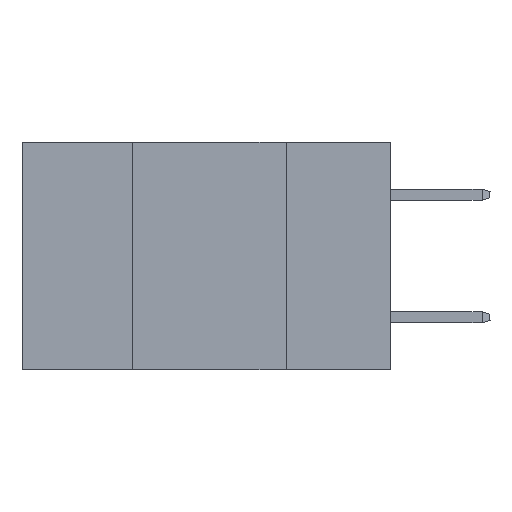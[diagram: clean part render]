
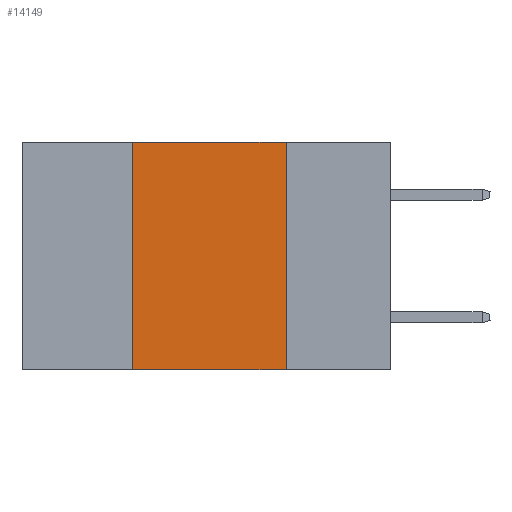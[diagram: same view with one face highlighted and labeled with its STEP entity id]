
A CAD part, left-side view. The second image highlights one B-rep face of the part: STEP entity #14149.
In plain terms, the highlighted planar face has unit normal (-1, 0, 0).
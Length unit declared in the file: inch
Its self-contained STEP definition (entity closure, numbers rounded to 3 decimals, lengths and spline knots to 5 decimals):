
#213 = CARTESIAN_POINT ( 'NONE',  ( 0., 0.17, 0. ) ) ;
#296 = AXIS2_PLACEMENT_3D ( 'NONE', #33035, #13630, #2378 ) ;
#388 = CARTESIAN_POINT ( 'NONE',  ( 0., 0.17, 0. ) ) ;
#775 = CARTESIAN_POINT ( 'NONE',  ( 0., 0.42, -0.37 ) ) ;
#1921 = LINE ( 'NONE', #35127, #35716 ) ;
#2378 = DIRECTION ( 'NONE',  ( 0., 0., -1. ) ) ;
#3152 = EDGE_CURVE ( 'NONE', #4303, #8520, #12170, .T. ) ;
#4048 = LINE ( 'NONE', #213, #20233 ) ;
#4303 = VERTEX_POINT ( 'NONE', #16368 ) ;
#5081 = PLANE ( 'NONE',  #296 ) ;
#5732 = ORIENTED_EDGE ( 'NONE', *, *, #23769, .T. ) ;
#6997 = DIRECTION ( 'NONE',  ( 0., 0., 1. ) ) ;
#7299 = DIRECTION ( 'NONE',  ( 0., -1., 0. ) ) ;
#8520 = VERTEX_POINT ( 'NONE', #388 ) ;
#12170 = LINE ( 'NONE', #34906, #32406 ) ;
#13630 = DIRECTION ( 'NONE',  ( 1., 0., 0. ) ) ;
#14149 = ADVANCED_FACE ( 'NONE', ( #25567 ), #5081, .F. ) ;
#14290 = DIRECTION ( 'NONE',  ( 0., 0., -1. ) ) ;
#14555 = EDGE_CURVE ( 'NONE', #16236, #4303, #25981, .T. ) ;
#14777 = EDGE_LOOP ( 'NONE', ( #16571, #32375, #19505, #5732 ) ) ;
#15520 = EDGE_CURVE ( 'NONE', #8520, #23483, #4048, .T. ) ;
#15595 = DIRECTION ( 'NONE',  ( 0., -1., 0. ) ) ;
#16236 = VERTEX_POINT ( 'NONE', #775 ) ;
#16368 = CARTESIAN_POINT ( 'NONE',  ( 0., 0.42, 0. ) ) ;
#16571 = ORIENTED_EDGE ( 'NONE', *, *, #15520, .F. ) ;
#19505 = ORIENTED_EDGE ( 'NONE', *, *, #14555, .F. ) ;
#20233 = VECTOR ( 'NONE', #14290, 39.37008 ) ;
#23483 = VERTEX_POINT ( 'NONE', #31213 ) ;
#23769 = EDGE_CURVE ( 'NONE', #16236, #23483, #1921, .T. ) ;
#25567 = FACE_OUTER_BOUND ( 'NONE', #14777, .T. ) ;
#25981 = LINE ( 'NONE', #30044, #28168 ) ;
#28168 = VECTOR ( 'NONE', #6997, 39.37008 ) ;
#30044 = CARTESIAN_POINT ( 'NONE',  ( 0., 0.42, 0. ) ) ;
#31213 = CARTESIAN_POINT ( 'NONE',  ( 0., 0.17, -0.37 ) ) ;
#32375 = ORIENTED_EDGE ( 'NONE', *, *, #3152, .F. ) ;
#32406 = VECTOR ( 'NONE', #7299, 39.37008 ) ;
#33035 = CARTESIAN_POINT ( 'NONE',  ( 0., 0.6, 0. ) ) ;
#34906 = CARTESIAN_POINT ( 'NONE',  ( 0., 0.6, 0. ) ) ;
#35127 = CARTESIAN_POINT ( 'NONE',  ( 0., 0.6, -0.37 ) ) ;
#35716 = VECTOR ( 'NONE', #15595, 39.37008 ) ;
